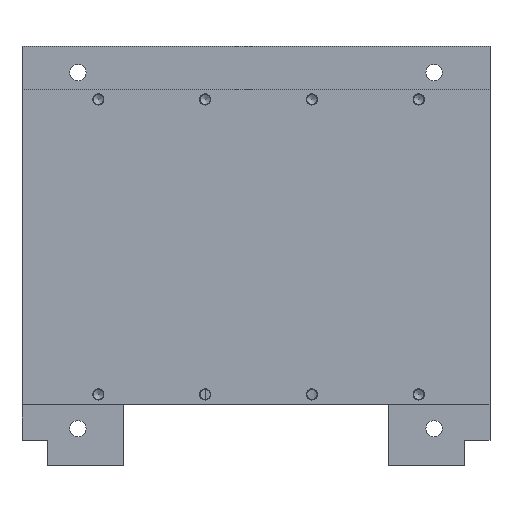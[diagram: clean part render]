
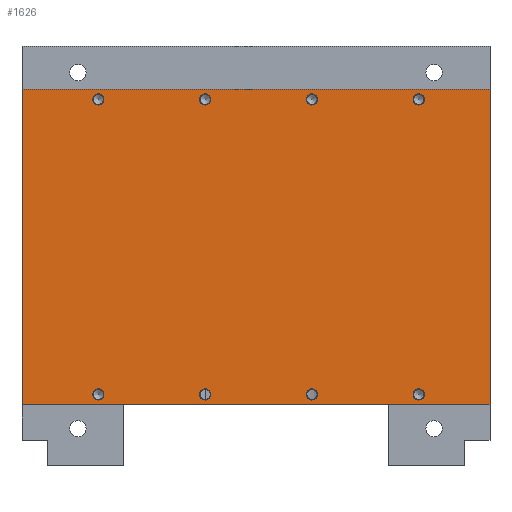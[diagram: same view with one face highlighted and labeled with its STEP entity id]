
A CAD part, top view. The second image highlights one B-rep face of the part: STEP entity #1626.
In plain terms, the highlighted planar face has unit normal (0, 0, 1).
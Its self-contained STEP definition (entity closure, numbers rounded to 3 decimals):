
#139=FACE_BOUND('',#371,.T.);
#140=FACE_BOUND('',#372,.T.);
#141=FACE_BOUND('',#373,.T.);
#142=FACE_BOUND('',#374,.T.);
#143=FACE_BOUND('',#375,.T.);
#144=FACE_BOUND('',#376,.T.);
#145=FACE_BOUND('',#377,.T.);
#146=FACE_BOUND('',#378,.T.);
#178=PLANE('',#1828);
#252=FACE_OUTER_BOUND('',#370,.T.);
#370=EDGE_LOOP('',(#1402,#1403,#1404,#1405));
#371=EDGE_LOOP('',(#1406));
#372=EDGE_LOOP('',(#1407));
#373=EDGE_LOOP('',(#1408));
#374=EDGE_LOOP('',(#1409));
#375=EDGE_LOOP('',(#1410));
#376=EDGE_LOOP('',(#1411));
#377=EDGE_LOOP('',(#1412));
#378=EDGE_LOOP('',(#1413));
#507=LINE('',#2698,#655);
#511=LINE('',#2706,#659);
#514=LINE('',#2712,#662);
#517=LINE('',#2717,#665);
#655=VECTOR('',#2156,62.);
#659=VECTOR('',#2162,92.);
#662=VECTOR('',#2167,62.);
#665=VECTOR('',#2172,92.);
#752=CIRCLE('',#1829,1.1);
#753=CIRCLE('',#1830,1.1);
#754=CIRCLE('',#1831,1.1);
#755=CIRCLE('',#1832,1.1);
#756=CIRCLE('',#1833,1.1);
#757=CIRCLE('',#1834,1.1);
#758=CIRCLE('',#1835,1.1);
#759=CIRCLE('',#1836,1.1);
#857=VERTEX_POINT('',#2696);
#858=VERTEX_POINT('',#2697);
#861=VERTEX_POINT('',#2705);
#863=VERTEX_POINT('',#2711);
#873=VERTEX_POINT('',#2737);
#874=VERTEX_POINT('',#2739);
#875=VERTEX_POINT('',#2741);
#876=VERTEX_POINT('',#2743);
#877=VERTEX_POINT('',#2745);
#878=VERTEX_POINT('',#2747);
#879=VERTEX_POINT('',#2749);
#880=VERTEX_POINT('',#2751);
#1039=EDGE_CURVE('',#857,#858,#507,.T.);
#1043=EDGE_CURVE('',#861,#857,#511,.T.);
#1046=EDGE_CURVE('',#863,#861,#514,.T.);
#1049=EDGE_CURVE('',#858,#863,#517,.T.);
#1059=EDGE_CURVE('',#873,#873,#752,.T.);
#1060=EDGE_CURVE('',#874,#874,#753,.T.);
#1061=EDGE_CURVE('',#875,#875,#754,.T.);
#1062=EDGE_CURVE('',#876,#876,#755,.T.);
#1063=EDGE_CURVE('',#877,#877,#756,.T.);
#1064=EDGE_CURVE('',#878,#878,#757,.T.);
#1065=EDGE_CURVE('',#879,#879,#758,.T.);
#1066=EDGE_CURVE('',#880,#880,#759,.T.);
#1402=ORIENTED_EDGE('',*,*,#1039,.T.);
#1403=ORIENTED_EDGE('',*,*,#1049,.T.);
#1404=ORIENTED_EDGE('',*,*,#1046,.T.);
#1405=ORIENTED_EDGE('',*,*,#1043,.T.);
#1406=ORIENTED_EDGE('',*,*,#1059,.T.);
#1407=ORIENTED_EDGE('',*,*,#1060,.T.);
#1408=ORIENTED_EDGE('',*,*,#1061,.T.);
#1409=ORIENTED_EDGE('',*,*,#1062,.T.);
#1410=ORIENTED_EDGE('',*,*,#1063,.T.);
#1411=ORIENTED_EDGE('',*,*,#1064,.T.);
#1412=ORIENTED_EDGE('',*,*,#1065,.T.);
#1413=ORIENTED_EDGE('',*,*,#1066,.T.);
#1626=ADVANCED_FACE('',(#252,#139,#140,#141,#142,#143,#144,#145,#146),#178,
 .T.);
#1828=AXIS2_PLACEMENT_3D('',#2736,#2192,#2193);
#1829=AXIS2_PLACEMENT_3D('',#2738,#2194,#2195);
#1830=AXIS2_PLACEMENT_3D('',#2740,#2196,#2197);
#1831=AXIS2_PLACEMENT_3D('',#2742,#2198,#2199);
#1832=AXIS2_PLACEMENT_3D('',#2744,#2200,#2201);
#1833=AXIS2_PLACEMENT_3D('',#2746,#2202,#2203);
#1834=AXIS2_PLACEMENT_3D('',#2748,#2204,#2205);
#1835=AXIS2_PLACEMENT_3D('',#2750,#2206,#2207);
#1836=AXIS2_PLACEMENT_3D('',#2752,#2208,#2209);
#2156=DIRECTION('',(0.,-1.,0.));
#2162=DIRECTION('',(-1.,0.,0.));
#2167=DIRECTION('',(0.,1.,0.));
#2172=DIRECTION('',(1.,0.,0.));
#2192=DIRECTION('center_axis',(0.,0.,1.));
#2193=DIRECTION('ref_axis',(1.,0.,0.));
#2194=DIRECTION('center_axis',(0.,0.,-1.));
#2195=DIRECTION('ref_axis',(-1.,0.,0.));
#2196=DIRECTION('center_axis',(0.,0.,-1.));
#2197=DIRECTION('ref_axis',(-1.,0.,0.));
#2198=DIRECTION('center_axis',(0.,0.,-1.));
#2199=DIRECTION('ref_axis',(-1.,0.,0.));
#2200=DIRECTION('center_axis',(0.,0.,-1.));
#2201=DIRECTION('ref_axis',(-1.,0.,0.));
#2202=DIRECTION('center_axis',(0.,0.,-1.));
#2203=DIRECTION('ref_axis',(-1.,0.,0.));
#2204=DIRECTION('center_axis',(0.,0.,-1.));
#2205=DIRECTION('ref_axis',(-1.,0.,0.));
#2206=DIRECTION('center_axis',(0.,0.,-1.));
#2207=DIRECTION('ref_axis',(-1.,0.,0.));
#2208=DIRECTION('center_axis',(0.,0.,-1.));
#2209=DIRECTION('ref_axis',(-1.,0.,0.));
#2696=CARTESIAN_POINT('',(0.,0.,0.));
#2697=CARTESIAN_POINT('',(0.,-62.,0.));
#2698=CARTESIAN_POINT('',(0.,0.,0.));
#2705=CARTESIAN_POINT('',(92.,0.,0.));
#2706=CARTESIAN_POINT('',(92.,0.,0.));
#2711=CARTESIAN_POINT('',(92.,-62.,0.));
#2712=CARTESIAN_POINT('',(92.,-62.,0.));
#2717=CARTESIAN_POINT('',(0.,-62.,0.));
#2736=CARTESIAN_POINT('Origin',(0.,0.,0.));
#2737=CARTESIAN_POINT('',(79.1,-2.,0.));
#2738=CARTESIAN_POINT('Origin',(78.,-2.,0.));
#2739=CARTESIAN_POINT('',(58.1,-2.,0.));
#2740=CARTESIAN_POINT('Origin',(57.,-2.,0.));
#2741=CARTESIAN_POINT('',(37.1,-2.,0.));
#2742=CARTESIAN_POINT('Origin',(36.,-2.,0.));
#2743=CARTESIAN_POINT('',(16.1,-2.,0.));
#2744=CARTESIAN_POINT('Origin',(15.,-2.,0.));
#2745=CARTESIAN_POINT('',(16.1,-60.,0.));
#2746=CARTESIAN_POINT('Origin',(15.,-60.,0.));
#2747=CARTESIAN_POINT('',(37.1,-60.,0.));
#2748=CARTESIAN_POINT('Origin',(36.,-60.,0.));
#2749=CARTESIAN_POINT('',(58.1,-60.,0.));
#2750=CARTESIAN_POINT('Origin',(57.,-60.,0.));
#2751=CARTESIAN_POINT('',(79.1,-60.,0.));
#2752=CARTESIAN_POINT('Origin',(78.,-60.,0.));
